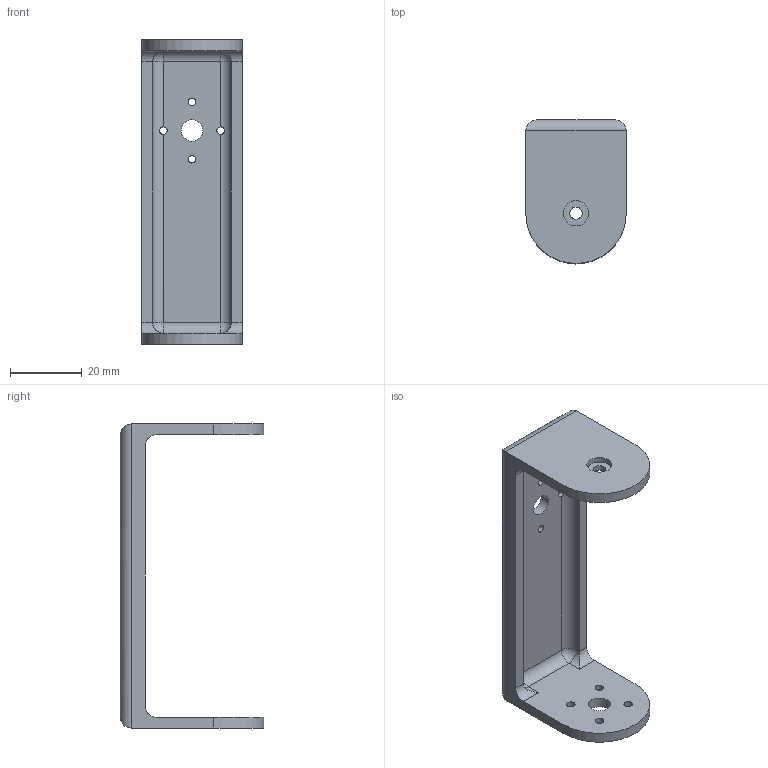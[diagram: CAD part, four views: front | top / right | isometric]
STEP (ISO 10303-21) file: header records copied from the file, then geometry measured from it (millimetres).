
FILE_DESCRIPTION (( 'STEP AP203' ), '1' );
FILE_NAME ('perna5_Valor predeterminado_sldprt.STEP', '2022-10-03T13:44:01', ( '' ), ( '' ), 'SwSTEP 2.0', 'SolidWorks 2022', '' );
FILE_SCHEMA (( 'CONFIG_CONTROL_DESIGN' ));
Length unit declared in the file: millimetre
Products named in the file (1): perna5_Valor predeterminado_sldprt
Bounding box: 28 x 40 x 84.75 mm (x, y, z)
Volume: 14330.9 mm3; surface area: 10402.1 mm2
Topology: 1 solids, 1 shells, 71 faces, 182 edges, 112 vertices
Faces by surface type: cylinder 50, plane 17, sphere 4
Entity records: 2285 total; most frequent: CARTESIAN_POINT 422, DIRECTION 394, ORIENTED_EDGE 356, EDGE_CURVE 178, AXIS2_PLACEMENT_3D 156, VERTEX_POINT 112, EDGE_LOOP 96, CIRCLE 84
